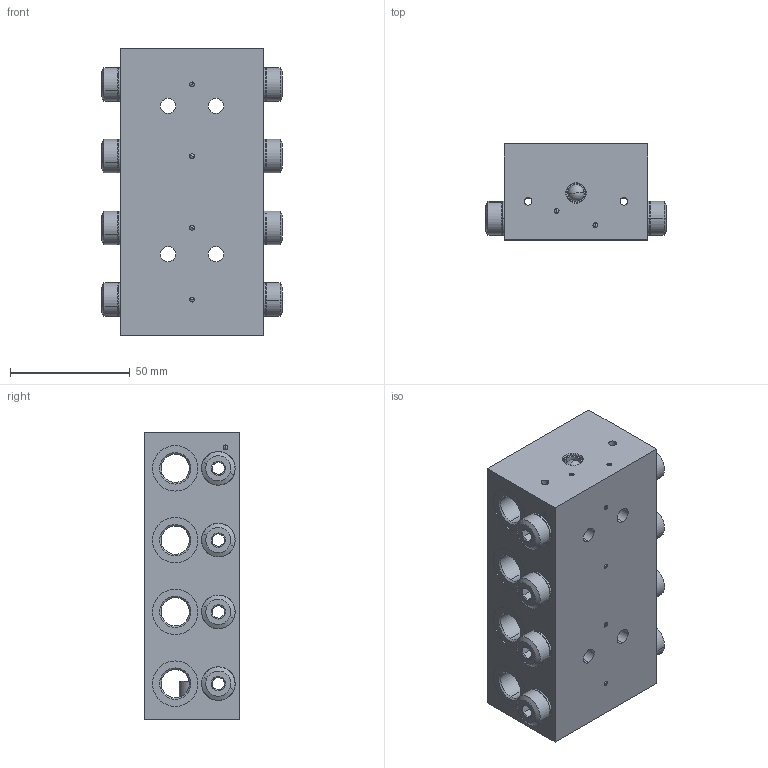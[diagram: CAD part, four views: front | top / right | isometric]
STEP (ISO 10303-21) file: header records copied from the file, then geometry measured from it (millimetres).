
FILE_DESCRIPTION (( 'STEP AP203' ), '1' );
FILE_NAME ('6002004-SKSL8.STEP', '2025-02-28T07:46:47', ( '' ), ( '' ), 'SwSTEP 2.0', 'SolidWorks 2020', '' );
FILE_SCHEMA (( 'CONFIG_CONTROL_DESIGN' ));
Length unit declared in the file: millimetre
Products named in the file (1): 6002004-SKSL8
Bounding box: 75.6 x 40 x 120 mm (x, y, z)
Surface area: 43684.1 mm2 (no closed solid volume)
Topology: 0 solids, 42 shells, 596 faces, 2413 edges, 1773 vertices
Faces by surface type: plane 231, cylinder 143, bspline 120, cone 52, sphere 34, torus 16
Entity records: 35581 total; most frequent: CARTESIAN_POINT 18154, ORIENTED_EDGE 3465, DIRECTION 2842, EDGE_CURVE 2328, VERTEX_POINT 1722, LINE 1046, VECTOR 1046, AXIS2_PLACEMENT_3D 898
